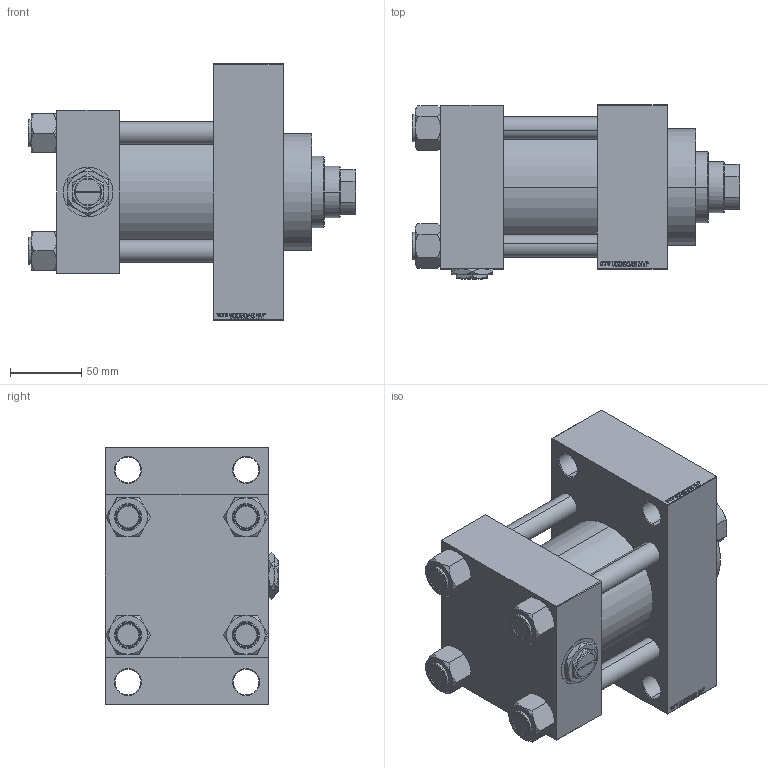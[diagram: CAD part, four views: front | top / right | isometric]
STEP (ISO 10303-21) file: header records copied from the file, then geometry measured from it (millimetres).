
FILE_DESCRIPTION (( 'STEP AP203' ), '1' );
FILE_NAME ('8adb.STEP', '2023-08-23T12:34:19', ( '' ), ( '' ), 'SwSTEP 2.0', 'SolidWorks 2019', '' );
FILE_SCHEMA (( 'CONFIG_CONTROL_DESIGN' ));
Length unit declared in the file: millimetre
Products named in the file (7): V215_VC_A 40102ca8a51c0f5c79a83a9ffd2765b6; 8adb; V215CR_D_Body 40102ca8a51c0f5c79a83a9ffd2765b6; Zatka_pro_OIL_PORT 40102ca8a51c0f5c79a83a9ffd2765b6; V215CR_D_TYCINKA 40102ca8a51c0f5c79a83a9ffd2765b6; V215CR_VCP_D 40102ca8a51c0f5c79a83a9ffd2765b6; NUT_M5_D 40102ca8a51c0f5c79a83a9ffd2765b6
Assembly tree (12 placements, depth 2):
  8adb
    V215CR_D_Body 40102ca8a51c0f5c79a83a9ffd2765b6
    V215CR_VCP_D 40102ca8a51c0f5c79a83a9ffd2765b6
    NUT_M5_D 40102ca8a51c0f5c79a83a9ffd2765b6  x4
    V215CR_D_TYCINKA 40102ca8a51c0f5c79a83a9ffd2765b6  x4
    V215_VC_A 40102ca8a51c0f5c79a83a9ffd2765b6
    Zatka_pro_OIL_PORT 40102ca8a51c0f5c79a83a9ffd2765b6
Bounding box: 230 x 122 x 180 mm (x, y, z)
Volume: 1993305.2 mm3; surface area: 297689.7 mm2
Topology: 12 solids, 12 shells, 1205 faces, 3022 edges, 1955 vertices
Faces by surface type: plane 569, bspline 368, cone 164, cylinder 96, torus 8
Entity records: 49458 total; most frequent: CARTESIAN_POINT 25721, ORIENTED_EDGE 5308, DIRECTION 3498, EDGE_CURVE 2654, VERTEX_POINT 1733, VECTOR 1564, LINE 1564, EDGE_LOOP 1185
